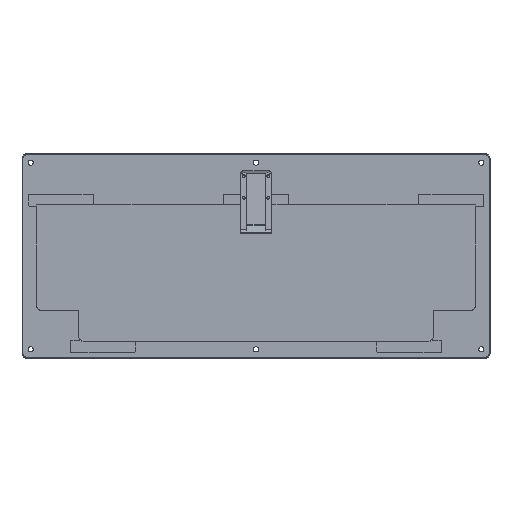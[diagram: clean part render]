
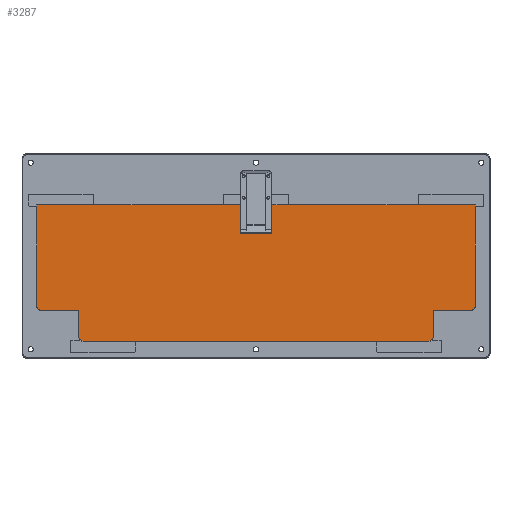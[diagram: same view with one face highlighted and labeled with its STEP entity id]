
A CAD part, top view. The second image highlights one B-rep face of the part: STEP entity #3287.
In plain terms, the highlighted planar face has unit normal (0, 0, 1).
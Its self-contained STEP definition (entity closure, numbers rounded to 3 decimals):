
#134=PLANE('',#3612);
#282=FACE_OUTER_BOUND('',#487,.T.);
#487=EDGE_LOOP('',(#2724,#2725,#2726,#2727,#2728,#2729,#2730,#2731,#2732,
#2733,#2734,#2735,#2736,#2737,#2738,#2739,#2740,#2741));
#675=LINE('',#5013,#993);
#678=LINE('',#5021,#996);
#687=LINE('',#5044,#1005);
#690=LINE('',#5053,#1008);
#693=LINE('',#5059,#1011);
#695=LINE('',#5063,#1013);
#697=LINE('',#5070,#1015);
#699=LINE('',#5074,#1017);
#708=LINE('',#5089,#1026);
#804=LINE('',#5536,#1122);
#806=LINE('',#5541,#1124);
#807=LINE('',#5542,#1125);
#993=VECTOR('',#3993,10.);
#996=VECTOR('',#4002,10.);
#1005=VECTOR('',#4023,10.);
#1008=VECTOR('',#4032,10.);
#1011=VECTOR('',#4041,10.);
#1013=VECTOR('',#4045,10.);
#1015=VECTOR('',#4053,10.);
#1017=VECTOR('',#4057,10.);
#1026=VECTOR('',#4068,10.);
#1122=VECTOR('',#4380,10.);
#1124=VECTOR('',#4386,10.);
#1125=VECTOR('',#4387,10.);
#1284=CIRCLE('',#3480,4.);
#1285=CIRCLE('',#3483,4.);
#1286=CIRCLE('',#3486,1.025);
#1289=CIRCLE('',#3492,1.025);
#1290=CIRCLE('',#3495,2.);
#1291=CIRCLE('',#3499,2.);
#1489=VERTEX_POINT('',#5005);
#1490=VERTEX_POINT('',#5007);
#1491=VERTEX_POINT('',#5011);
#1492=VERTEX_POINT('',#5015);
#1493=VERTEX_POINT('',#5017);
#1494=VERTEX_POINT('',#5025);
#1495=VERTEX_POINT('',#5027);
#1501=VERTEX_POINT('',#5043);
#1502=VERTEX_POINT('',#5047);
#1503=VERTEX_POINT('',#5051);
#1504=VERTEX_POINT('',#5052);
#1505=VERTEX_POINT('',#5061);
#1506=VERTEX_POINT('',#5065);
#1507=VERTEX_POINT('',#5069);
#1508=VERTEX_POINT('',#5073);
#1513=VERTEX_POINT('',#5087);
#1623=VERTEX_POINT('',#5533);
#1624=VERTEX_POINT('',#5535);
#1823=EDGE_CURVE('',#1490,#1489,#1284,.T.);
#1826=EDGE_CURVE('',#1489,#1491,#675,.T.);
#1828=EDGE_CURVE('',#1493,#1492,#1285,.T.);
#1830=EDGE_CURVE('',#1490,#1492,#678,.T.);
#1834=EDGE_CURVE('',#1494,#1495,#1286,.F.);
#1842=EDGE_CURVE('',#1501,#1495,#687,.T.);
#1845=EDGE_CURVE('',#1502,#1491,#1289,.F.);
#1846=EDGE_CURVE('',#1503,#1504,#690,.T.);
#1849=EDGE_CURVE('',#1504,#1501,#1290,.T.);
#1850=EDGE_CURVE('',#1494,#1493,#693,.T.);
#1852=EDGE_CURVE('',#1502,#1505,#695,.T.);
#1853=EDGE_CURVE('',#1505,#1506,#1291,.T.);
#1855=EDGE_CURVE('',#1506,#1507,#697,.T.);
#1857=EDGE_CURVE('',#1503,#1508,#699,.T.);
#1866=EDGE_CURVE('',#1513,#1507,#708,.T.);
#2027=EDGE_CURVE('',#1623,#1624,#804,.T.);
#2030=EDGE_CURVE('',#1624,#1513,#806,.T.);
#2031=EDGE_CURVE('',#1508,#1623,#807,.T.);
#2724=ORIENTED_EDGE('',*,*,#1823,.T.);
#2725=ORIENTED_EDGE('',*,*,#1826,.T.);
#2726=ORIENTED_EDGE('',*,*,#1845,.F.);
#2727=ORIENTED_EDGE('',*,*,#1852,.T.);
#2728=ORIENTED_EDGE('',*,*,#1853,.T.);
#2729=ORIENTED_EDGE('',*,*,#1855,.T.);
#2730=ORIENTED_EDGE('',*,*,#1866,.F.);
#2731=ORIENTED_EDGE('',*,*,#2030,.F.);
#2732=ORIENTED_EDGE('',*,*,#2027,.F.);
#2733=ORIENTED_EDGE('',*,*,#2031,.F.);
#2734=ORIENTED_EDGE('',*,*,#1857,.F.);
#2735=ORIENTED_EDGE('',*,*,#1846,.T.);
#2736=ORIENTED_EDGE('',*,*,#1849,.T.);
#2737=ORIENTED_EDGE('',*,*,#1842,.T.);
#2738=ORIENTED_EDGE('',*,*,#1834,.F.);
#2739=ORIENTED_EDGE('',*,*,#1850,.T.);
#2740=ORIENTED_EDGE('',*,*,#1828,.T.);
#2741=ORIENTED_EDGE('',*,*,#1830,.F.);
#3287=ADVANCED_FACE('',(#282),#134,.F.);
#3480=AXIS2_PLACEMENT_3D('',#5008,#3987,#3988);
#3483=AXIS2_PLACEMENT_3D('',#5018,#3997,#3998);
#3486=AXIS2_PLACEMENT_3D('',#5028,#4008,#4009);
#3492=AXIS2_PLACEMENT_3D('',#5049,#4028,#4029);
#3495=AXIS2_PLACEMENT_3D('',#5057,#4037,#4038);
#3499=AXIS2_PLACEMENT_3D('',#5066,#4048,#4049);
#3612=AXIS2_PLACEMENT_3D('',#5540,#4384,#4385);
#3987=DIRECTION('center_axis',(0.,0.,
1.));
#3988=DIRECTION('ref_axis',(0.707,-0.707,0.));
#3993=DIRECTION('',(0.,1.,0.));
#3997=DIRECTION('center_axis',(0.,0.,
1.));
#3998=DIRECTION('ref_axis',(-0.707,-0.707,0.));
#4002=DIRECTION('',(-1.,0.,0.));
#4008=DIRECTION('center_axis',(0.,0.,
-1.));
#4009=DIRECTION('ref_axis',(0.707,0.707,0.));
#4023=DIRECTION('',(1.,0.,0.));
#4028=DIRECTION('center_axis',(0.,0.,
-1.));
#4029=DIRECTION('ref_axis',(-0.707,0.707,0.));
#4032=DIRECTION('',(0.,-1.,0.));
#4037=DIRECTION('center_axis',(0.,0.,
1.));
#4038=DIRECTION('ref_axis',(-1.,0.,0.));
#4041=DIRECTION('',(0.,-1.,0.));
#4045=DIRECTION('',(1.,0.,0.));
#4048=DIRECTION('center_axis',(0.,0.,
1.));
#4049=DIRECTION('ref_axis',(0.,-1.,0.));
#4053=DIRECTION('',(0.,1.,0.));
#4057=DIRECTION('',(1.,0.,0.));
#4068=DIRECTION('',(1.,0.,0.));
#4380=DIRECTION('',(1.,0.,0.));
#4384=DIRECTION('center_axis',(0.,0.,
-1.));
#4385=DIRECTION('ref_axis',(-1.,0.,0.));
#4386=DIRECTION('',(0.,1.,0.));
#4387=DIRECTION('',(0.,-1.,0.));
#5005=CARTESIAN_POINT('',(225.806,-73.425,-10.));
#5007=CARTESIAN_POINT('',(221.806,-77.425,-10.));
#5008=CARTESIAN_POINT('Origin',(221.806,-73.425,-10.));
#5011=CARTESIAN_POINT('',(225.806,-60.157,-10.));
#5013=CARTESIAN_POINT('',(225.806,-43.616,-10.));
#5015=CARTESIAN_POINT('',(25.831,-77.425,-10.));
#5017=CARTESIAN_POINT('',(21.831,-73.425,-10.));
#5018=CARTESIAN_POINT('Origin',(25.831,-73.425,-10.));
#5021=CARTESIAN_POINT('',(230.563,-77.425,-10.));
#5025=CARTESIAN_POINT('',(21.831,-60.157,-10.));
#5027=CARTESIAN_POINT('',(20.806,-59.132,-10.));
#5028=CARTESIAN_POINT('Origin',(20.806,-60.157,-10.));
#5043=CARTESIAN_POINT('',(0.019,-59.132,-10.));
#5044=CARTESIAN_POINT('',(72.828,-59.132,-10.));
#5047=CARTESIAN_POINT('',(226.831,-59.132,-10.));
#5049=CARTESIAN_POINT('Origin',(226.831,-60.157,-10.));
#5051=CARTESIAN_POINT('',(-1.981,1.225,-10.));
#5052=CARTESIAN_POINT('',(-1.981,-57.132,-10.));
#5053=CARTESIAN_POINT('',(-1.981,-42.616,-10.));
#5057=CARTESIAN_POINT('Origin',(0.019,-57.132,-10.));
#5059=CARTESIAN_POINT('',(21.831,-52.763,-10.));
#5061=CARTESIAN_POINT('',(247.619,-59.132,-10.));
#5063=CARTESIAN_POINT('',(185.722,-59.132,-10.));
#5065=CARTESIAN_POINT('',(249.619,-57.132,-10.));
#5066=CARTESIAN_POINT('Origin',(247.619,-57.132,-10.));
#5069=CARTESIAN_POINT('',(249.619,1.225,-10.));
#5070=CARTESIAN_POINT('',(249.619,-13.438,-10.));
#5073=CARTESIAN_POINT('',(114.846,1.225,-10.));
#5074=CARTESIAN_POINT('',(-8.217,1.225,-10.));
#5087=CARTESIAN_POINT('',(132.846,1.225,-10.));
#5089=CARTESIAN_POINT('',(-8.217,1.225,-10.));
#5533=CARTESIAN_POINT('',(114.846,-15.361,-10.));
#5535=CARTESIAN_POINT('',(132.846,-15.361,-10.));
#5536=CARTESIAN_POINT('',(126.461,-15.361,-10.));
#5540=CARTESIAN_POINT('Origin',(123.825,-28.1,-10.));
#5541=CARTESIAN_POINT('',(132.846,-11.298,-10.));
#5542=CARTESIAN_POINT('',(114.846,-5.072,-10.));
